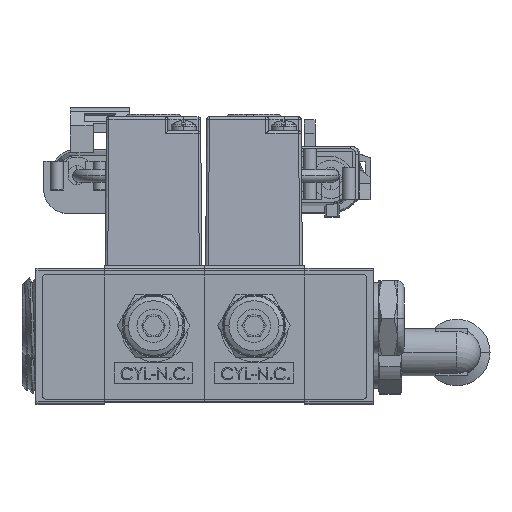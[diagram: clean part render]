
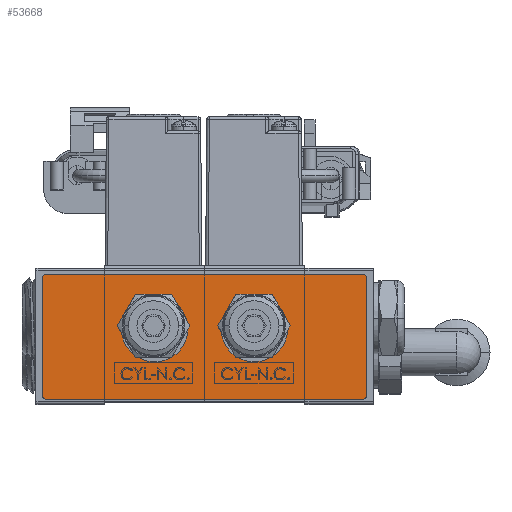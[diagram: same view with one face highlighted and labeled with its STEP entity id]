
A CAD part, top view. The second image highlights one B-rep face of the part: STEP entity #53668.
In plain terms, the highlighted planar face has unit normal (0, 0, 1).
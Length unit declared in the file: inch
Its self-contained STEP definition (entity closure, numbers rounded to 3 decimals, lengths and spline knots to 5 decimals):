
#53373=CARTESIAN_POINT('',(1.19,0.44,0.01));
#53374=DIRECTION('',(0.,0.,1.));
#53375=DIRECTION('',(1.,0.,0.));
#53376=AXIS2_PLACEMENT_3D('',#53373,#53374,#53375);
#53378=DIRECTION('',(0.,1.,0.));
#53379=VECTOR('',#53378,0.88);
#53380=CARTESIAN_POINT('',(1.22,-0.44,0.01));
#53381=LINE('',#53380,#53379);
#53382=CARTESIAN_POINT('',(1.19,-0.44,0.01));
#53383=DIRECTION('',(0.,0.,1.));
#53384=DIRECTION('',(0.,-1.,0.));
#53385=AXIS2_PLACEMENT_3D('',#53382,#53383,#53384);
#53387=DIRECTION('',(1.,0.,0.));
#53388=VECTOR('',#53387,2.37999);
#53389=CARTESIAN_POINT('',(-1.19,-0.47,0.01));
#53390=LINE('',#53389,#53388);
#53391=CARTESIAN_POINT('',(-1.19,-0.44,0.01));
#53392=DIRECTION('',(0.,0.,1.));
#53393=DIRECTION('',(-1.,0.,0.));
#53394=AXIS2_PLACEMENT_3D('',#53391,#53392,#53393);
#53396=DIRECTION('',(0.,-1.,0.));
#53397=VECTOR('',#53396,0.88);
#53398=CARTESIAN_POINT('',(-1.22,0.44,0.01));
#53399=LINE('',#53398,#53397);
#53400=CARTESIAN_POINT('',(-1.19,0.44,0.01));
#53401=DIRECTION('',(0.,0.,1.));
#53402=DIRECTION('',(0.,1.,0.));
#53403=AXIS2_PLACEMENT_3D('',#53400,#53401,#53402);
#53405=DIRECTION('',(-1.,0.,0.));
#53406=VECTOR('',#53405,2.37999);
#53407=CARTESIAN_POINT('',(1.19,0.47,0.01));
#53408=LINE('',#53407,#53406);
#53409=CARTESIAN_POINT('',(-0.375,0.06,0.01));
#53410=DIRECTION('',(0.,0.,1.));
#53411=DIRECTION('',(1.,0.,0.));
#53412=AXIS2_PLACEMENT_3D('',#53409,#53410,#53411);
#53414=CARTESIAN_POINT('',(-0.375,0.06,0.01));
#53415=DIRECTION('',(0.,0.,1.));
#53416=DIRECTION('',(-1.,0.,0.));
#53417=AXIS2_PLACEMENT_3D('',#53414,#53415,#53416);
#53419=CARTESIAN_POINT('',(0.375,0.06,0.01));
#53420=DIRECTION('',(0.,0.,1.));
#53421=DIRECTION('',(1.,0.,0.));
#53422=AXIS2_PLACEMENT_3D('',#53419,#53420,#53421);
#53424=CARTESIAN_POINT('',(0.375,0.06,0.01));
#53425=DIRECTION('',(0.,0.,1.));
#53426=DIRECTION('',(-1.,0.,0.));
#53427=AXIS2_PLACEMENT_3D('',#53424,#53425,#53426);
#53449=CARTESIAN_POINT('',(1.22,0.44,0.01));
#53450=VERTEX_POINT('',#53449);
#53451=CARTESIAN_POINT('',(1.19,0.47,0.01));
#53452=VERTEX_POINT('',#53451);
#53457=CARTESIAN_POINT('',(1.19,-0.47,0.01));
#53458=VERTEX_POINT('',#53457);
#53459=CARTESIAN_POINT('',(1.22,-0.44,0.01));
#53460=VERTEX_POINT('',#53459);
#53465=CARTESIAN_POINT('',(-1.22,-0.44,0.01));
#53466=VERTEX_POINT('',#53465);
#53467=CARTESIAN_POINT('',(-1.19,-0.47,0.01));
#53468=VERTEX_POINT('',#53467);
#53473=CARTESIAN_POINT('',(-1.19,0.47,0.01));
#53474=VERTEX_POINT('',#53473);
#53475=CARTESIAN_POINT('',(-1.22,0.44,0.01));
#53476=VERTEX_POINT('',#53475);
#53485=CARTESIAN_POINT('',(-0.125,0.06,0.01));
#53486=CARTESIAN_POINT('',(-0.625,0.06,0.01));
#53487=VERTEX_POINT('',#53485);
#53488=VERTEX_POINT('',#53486);
#53489=CARTESIAN_POINT('',(0.625,0.06,0.01));
#53490=CARTESIAN_POINT('',(0.125,0.06,0.01));
#53491=VERTEX_POINT('',#53489);
#53492=VERTEX_POINT('',#53490);
#53641=CARTESIAN_POINT('',(0.,0.,0.01));
#53642=DIRECTION('',(0.,0.,1.));
#53643=DIRECTION('',(1.,0.,0.));
#53644=AXIS2_PLACEMENT_3D('',#53641,#53642,#53643);
#53645=PLANE('',#53644);
#53646=ORIENTED_EDGE('',*,*,#53537,.F.);
#53647=ORIENTED_EDGE('',*,*,#53553,.F.);
#53648=ORIENTED_EDGE('',*,*,#53566,.F.);
#53649=ORIENTED_EDGE('',*,*,#53581,.F.);
#53650=ORIENTED_EDGE('',*,*,#53594,.F.);
#53651=ORIENTED_EDGE('',*,*,#53609,.F.);
#53652=ORIENTED_EDGE('',*,*,#53622,.F.);
#53653=ORIENTED_EDGE('',*,*,#53634,.F.);
#53654=EDGE_LOOP('',(#53646,#53647,#53648,#53649,#53650,#53651,#53652,#53653));
#53655=FACE_OUTER_BOUND('',#53654,.F.);
#53657=ORIENTED_EDGE('',*,*,#53656,.T.);
#53659=ORIENTED_EDGE('',*,*,#53658,.T.);
#53660=EDGE_LOOP('',(#53657,#53659));
#53661=FACE_BOUND('',#53660,.F.);
#53663=ORIENTED_EDGE('',*,*,#53662,.T.);
#53665=ORIENTED_EDGE('',*,*,#53664,.T.);
#53666=EDGE_LOOP('',(#53663,#53665));
#53667=FACE_BOUND('',#53666,.F.);
#53668=ADVANCED_FACE('',(#53655,#53661,#53667),#53645,.T.);
#53377=CIRCLE('',#53376,0.03);
#53386=CIRCLE('',#53385,0.03);
#53395=CIRCLE('',#53394,0.03);
#53404=CIRCLE('',#53403,0.03);
#53413=CIRCLE('',#53412,0.25);
#53418=CIRCLE('',#53417,0.25);
#53423=CIRCLE('',#53422,0.25);
#53428=CIRCLE('',#53427,0.25);
#53537=EDGE_CURVE('',#53450,#53452,#53377,.T.);
#53553=EDGE_CURVE('',#53460,#53450,#53381,.T.);
#53566=EDGE_CURVE('',#53458,#53460,#53386,.T.);
#53581=EDGE_CURVE('',#53468,#53458,#53390,.T.);
#53594=EDGE_CURVE('',#53466,#53468,#53395,.T.);
#53609=EDGE_CURVE('',#53476,#53466,#53399,.T.);
#53622=EDGE_CURVE('',#53474,#53476,#53404,.T.);
#53634=EDGE_CURVE('',#53452,#53474,#53408,.T.);
#53656=EDGE_CURVE('',#53487,#53488,#53413,.T.);
#53658=EDGE_CURVE('',#53488,#53487,#53418,.T.);
#53662=EDGE_CURVE('',#53491,#53492,#53423,.T.);
#53664=EDGE_CURVE('',#53492,#53491,#53428,.T.);
